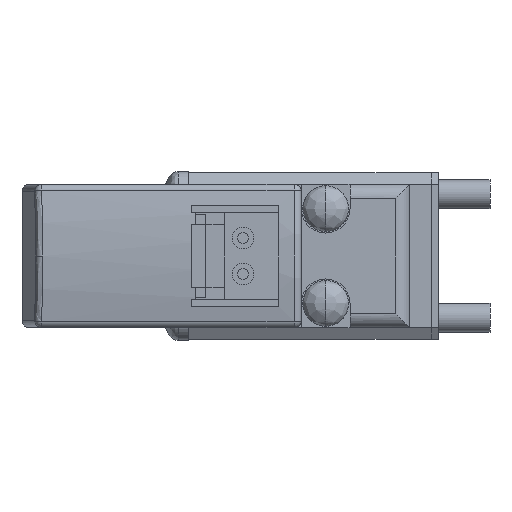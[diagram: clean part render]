
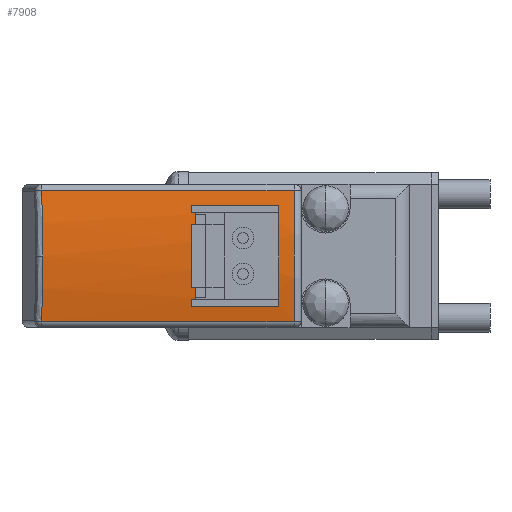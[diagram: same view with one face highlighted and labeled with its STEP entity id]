
A CAD part, left-side view. The second image highlights one B-rep face of the part: STEP entity #7908.
In plain terms, the highlighted cylindrical face has radius 25 mm (diameter 50 mm), a partial arc.
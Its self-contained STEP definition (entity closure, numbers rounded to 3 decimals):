
#150 = VERTEX_POINT ( 'NONE', #6324 ) ;
#205 = CARTESIAN_POINT ( 'NONE',  ( -25.631, 19.075, -4.592 ) ) ;
#214 = VERTEX_POINT ( 'NONE', #6640 ) ;
#415 = CARTESIAN_POINT ( 'NONE',  ( -8.05, 19.075, -4.592 ) ) ;
#804 = DIRECTION ( 'NONE',  ( 1., 0., 0. ) ) ;
#814 = CARTESIAN_POINT ( 'NONE',  ( -38.56, 19.075, 4.592 ) ) ;
#867 = AXIS2_PLACEMENT_3D ( 'NONE', #6981, #7002, #7052 ) ;
#929 = DIRECTION ( 'NONE',  ( 1., 0., 0. ) ) ;
#937 = CARTESIAN_POINT ( 'NONE',  ( -38.56, 19.331, 2.9 ) ) ;
#975 = CARTESIAN_POINT ( 'NONE',  ( -9.7, 19.331, -2.9 ) ) ;
#1009 = DIRECTION ( 'NONE',  ( 0., 0., -1. ) ) ;
#1014 = VECTOR ( 'NONE', #3285, 1000. ) ;
#1017 = DIRECTION ( 'NONE',  ( -1., 0., 0. ) ) ;
#1050 = CARTESIAN_POINT ( 'NONE',  ( -9.7, -5.5, 0. ) ) ;
#1256 = AXIS2_PLACEMENT_3D ( 'NONE', #1050, #1017, #1009 ) ;
#1478 = CARTESIAN_POINT ( 'NONE',  ( -25.558, 19.5, 1.542 ) ) ;
#1661 = AXIS2_PLACEMENT_3D ( 'NONE', #2460, #2462, #2481 ) ;
#1700 = AXIS2_PLACEMENT_3D ( 'NONE', #2668, #2676, #2690 ) ;
#1711 = DIRECTION ( 'NONE',  ( 0., 0., 1. ) ) ;
#1720 = DIRECTION ( 'NONE',  ( 1., 0., 0. ) ) ;
#1723 = CARTESIAN_POINT ( 'NONE',  ( -14.9, -5.5, 0. ) ) ;
#1821 = ORIENTED_EDGE ( 'NONE', *, *, #8868, .F. ) ;
#1950 = VERTEX_POINT ( 'NONE', #5419 ) ;
#2072 = EDGE_CURVE ( 'NONE', #150, #2333, #4755, .T. ) ;
#2159 =( BOUNDED_CURVE ( )  B_SPLINE_CURVE ( 3, ( #2385, #2285, #2322, #2318 ),
 .UNSPECIFIED., .F., .F. ) 
 B_SPLINE_CURVE_WITH_KNOTS ( ( 4, 4 ),
 ( 6.098, 6.283 ),
 .UNSPECIFIED. ) 
 CURVE ( )  GEOMETRIC_REPRESENTATION_ITEM ( )  RATIONAL_B_SPLINE_CURVE ( ( 1., 0.997, 0.997, 1. ) ) 
 REPRESENTATION_ITEM ( '' )  );
#2252 = CARTESIAN_POINT ( 'NONE',  ( -38.56, 19.075, -4.592 ) ) ;
#2264 = DIRECTION ( 'NONE',  ( -1., 0., 0. ) ) ;
#2285 = CARTESIAN_POINT ( 'NONE',  ( -25.582, 19.358, -3.077 ) ) ;
#2290 = VERTEX_POINT ( 'NONE', #8692 ) ;
#2318 = CARTESIAN_POINT ( 'NONE',  ( -25.558, 19.5, 0. ) ) ;
#2322 = CARTESIAN_POINT ( 'NONE',  ( -25.558, 19.5, -1.542 ) ) ;
#2333 = VERTEX_POINT ( 'NONE', #9177 ) ;
#2385 = CARTESIAN_POINT ( 'NONE',  ( -25.631, 19.075, -4.592 ) ) ;
#2409 = EDGE_LOOP ( 'NONE', ( #8005, #5247, #6889, #7757 ) ) ;
#2444 = VERTEX_POINT ( 'NONE', #415 ) ;
#2460 = CARTESIAN_POINT ( 'NONE',  ( -12.9, -5.5, 0. ) ) ;
#2462 = DIRECTION ( 'NONE',  ( 1., 0., 0. ) ) ;
#2481 = DIRECTION ( 'NONE',  ( 0., 0., 1. ) ) ;
#2511 = VECTOR ( 'NONE', #804, 1000. ) ;
#2574 = VERTEX_POINT ( 'NONE', #6257 ) ;
#2632 = LINE ( 'NONE', #814, #2511 ) ;
#2668 = CARTESIAN_POINT ( 'NONE',  ( -8.05, -5.5, 0. ) ) ;
#2676 = DIRECTION ( 'NONE',  ( -1., 0., 0. ) ) ;
#2688 = VECTOR ( 'NONE', #929, 1000. ) ;
#2690 = DIRECTION ( 'NONE',  ( 0., 0., -1. ) ) ;
#2951 = AXIS2_PLACEMENT_3D ( 'NONE', #4639, #4335, #4275 ) ;
#2978 = EDGE_CURVE ( 'NONE', #7074, #214, #7292, .T. ) ;
#3285 = DIRECTION ( 'NONE',  ( 1., 0., 0. ) ) ;
#3290 = CARTESIAN_POINT ( 'NONE',  ( -38.56, 19.331, 2.9 ) ) ;
#3379 = CIRCLE ( 'NONE', #8613, 25. ) ;
#3507 = CIRCLE ( 'NONE', #1256, 25. ) ;
#3778 = LINE ( 'NONE', #8687, #6759 ) ;
#3789 = EDGE_LOOP ( 'NONE', ( #5911, #6468, #8713, #5079, #8356 ) ) ;
#3936 = VERTEX_POINT ( 'NONE', #4260 ) ;
#4069 = CARTESIAN_POINT ( 'NONE',  ( -12.9, 19.331, -2.9 ) ) ;
#4260 = CARTESIAN_POINT ( 'NONE',  ( -9.7, 19.331, 2.9 ) ) ;
#4275 = DIRECTION ( 'NONE',  ( 0., 0., -1. ) ) ;
#4335 = DIRECTION ( 'NONE',  ( 1., 0., 0. ) ) ;
#4498 = EDGE_CURVE ( 'NONE', #2574, #5265, #3379, .T. ) ;
#4638 = CARTESIAN_POINT ( 'NONE',  ( -14.9, 19.331, 2.9 ) ) ;
#4639 = CARTESIAN_POINT ( 'NONE',  ( -38.56, -5.5, 0. ) ) ;
#4679 = ORIENTED_EDGE ( 'NONE', *, *, #9072, .F. ) ;
#4755 =( BOUNDED_CURVE ( )  B_SPLINE_CURVE ( 3, ( #5771, #1478, #5746, #5744 ),
 .UNSPECIFIED., .F., .T. ) 
 B_SPLINE_CURVE_WITH_KNOTS ( ( 4, 4 ),
 ( 0., 0.185 ),
 .UNSPECIFIED. ) 
 CURVE ( )  GEOMETRIC_REPRESENTATION_ITEM ( )  RATIONAL_B_SPLINE_CURVE ( ( 1., 0.997, 0.997, 1. ) ) 
 REPRESENTATION_ITEM ( '' )  );
#4910 = VECTOR ( 'NONE', #2264, 1000. ) ;
#4927 = LINE ( 'NONE', #2252, #4910 ) ;
#5079 = ORIENTED_EDGE ( 'NONE', *, *, #8919, .T. ) ;
#5247 = ORIENTED_EDGE ( 'NONE', *, *, #6529, .F. ) ;
#5265 = VERTEX_POINT ( 'NONE', #4638 ) ;
#5419 = CARTESIAN_POINT ( 'NONE',  ( -12.9, 19.331, 2.9 ) ) ;
#5469 = CIRCLE ( 'NONE', #1661, 25. ) ;
#5483 = ORIENTED_EDGE ( 'NONE', *, *, #9103, .F. ) ;
#5549 = LINE ( 'NONE', #937, #2688 ) ;
#5744 = CARTESIAN_POINT ( 'NONE',  ( -25.631, 19.075, 4.592 ) ) ;
#5746 = CARTESIAN_POINT ( 'NONE',  ( -25.582, 19.358, 3.077 ) ) ;
#5771 = CARTESIAN_POINT ( 'NONE',  ( -25.558, 19.5, 0. ) ) ;
#5773 = CIRCLE ( 'NONE', #1700, 25. ) ;
#5911 = ORIENTED_EDGE ( 'NONE', *, *, #9123, .T. ) ;
#6257 = CARTESIAN_POINT ( 'NONE',  ( -14.9, 19.331, -2.9 ) ) ;
#6314 = VERTEX_POINT ( 'NONE', #205 ) ;
#6324 = CARTESIAN_POINT ( 'NONE',  ( -25.558, 19.5, 0. ) ) ;
#6406 = CARTESIAN_POINT ( 'NONE',  ( -14.2, 19.331, 2.9 ) ) ;
#6468 = ORIENTED_EDGE ( 'NONE', *, *, #8820, .T. ) ;
#6529 = EDGE_CURVE ( 'NONE', #214, #2574, #6992, .T. ) ;
#6640 = CARTESIAN_POINT ( 'NONE',  ( -14.2, 19.331, -2.9 ) ) ;
#6759 = VECTOR ( 'NONE', #6891, 1000. ) ;
#6783 = FACE_BOUND ( 'NONE', #2409, .T. ) ;
#6889 = ORIENTED_EDGE ( 'NONE', *, *, #2978, .F. ) ;
#6891 = DIRECTION ( 'NONE',  ( -1., 0., 0. ) ) ;
#6976 = FACE_OUTER_BOUND ( 'NONE', #3789, .T. ) ;
#6981 = CARTESIAN_POINT ( 'NONE',  ( -14.2, -5.5, 0. ) ) ;
#6992 = LINE ( 'NONE', #9086, #7032 ) ;
#7002 = DIRECTION ( 'NONE',  ( -1., 0., 0. ) ) ;
#7032 = VECTOR ( 'NONE', #9107, 1000. ) ;
#7052 = DIRECTION ( 'NONE',  ( 0., 0., -1. ) ) ;
#7074 = VERTEX_POINT ( 'NONE', #6406 ) ;
#7097 = FACE_BOUND ( 'NONE', #8634, .T. ) ;
#7292 = CIRCLE ( 'NONE', #867, 25. ) ;
#7338 = CYLINDRICAL_SURFACE ( 'NONE', #2951, 25. ) ;
#7532 = EDGE_CURVE ( 'NONE', #9106, #8686, #3778, .T. ) ;
#7757 = ORIENTED_EDGE ( 'NONE', *, *, #8597, .F. ) ;
#7908 = ADVANCED_FACE ( 'NONE', ( #6783, #7097, #6976 ), #7338, .T. ) ;
#8005 = ORIENTED_EDGE ( 'NONE', *, *, #4498, .F. ) ;
#8220 = ORIENTED_EDGE ( 'NONE', *, *, #7532, .F. ) ;
#8356 = ORIENTED_EDGE ( 'NONE', *, *, #2072, .T. ) ;
#8597 = EDGE_CURVE ( 'NONE', #5265, #7074, #8834, .T. ) ;
#8613 = AXIS2_PLACEMENT_3D ( 'NONE', #1723, #1720, #1711 ) ;
#8634 = EDGE_LOOP ( 'NONE', ( #1821, #8220, #4679, #5483 ) ) ;
#8686 = VERTEX_POINT ( 'NONE', #4069 ) ;
#8687 = CARTESIAN_POINT ( 'NONE',  ( -38.56, 19.331, -2.9 ) ) ;
#8692 = CARTESIAN_POINT ( 'NONE',  ( -8.05, 19.075, 4.592 ) ) ;
#8713 = ORIENTED_EDGE ( 'NONE', *, *, #8907, .T. ) ;
#8820 = EDGE_CURVE ( 'NONE', #2290, #2444, #5773, .T. ) ;
#8834 = LINE ( 'NONE', #3290, #1014 ) ;
#8868 = EDGE_CURVE ( 'NONE', #8686, #1950, #5469, .T. ) ;
#8907 = EDGE_CURVE ( 'NONE', #2444, #6314, #4927, .T. ) ;
#8919 = EDGE_CURVE ( 'NONE', #6314, #150, #2159, .T. ) ;
#9072 = EDGE_CURVE ( 'NONE', #3936, #9106, #3507, .T. ) ;
#9086 = CARTESIAN_POINT ( 'NONE',  ( -38.56, 19.331, -2.9 ) ) ;
#9103 = EDGE_CURVE ( 'NONE', #1950, #3936, #5549, .T. ) ;
#9106 = VERTEX_POINT ( 'NONE', #975 ) ;
#9107 = DIRECTION ( 'NONE',  ( -1., 0., 0. ) ) ;
#9123 = EDGE_CURVE ( 'NONE', #2333, #2290, #2632, .T. ) ;
#9177 = CARTESIAN_POINT ( 'NONE',  ( -25.631, 19.075, 4.592 ) ) ;
